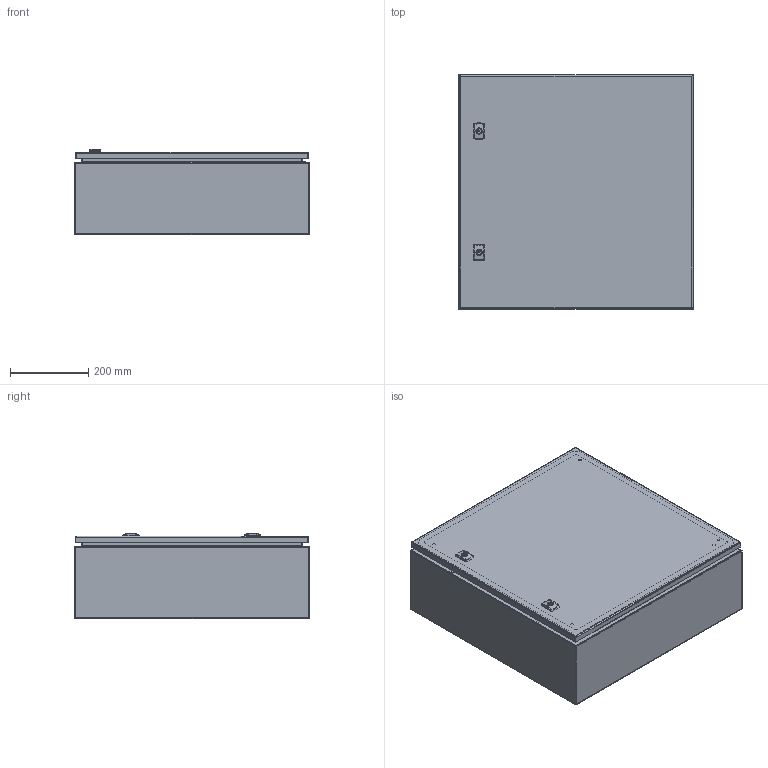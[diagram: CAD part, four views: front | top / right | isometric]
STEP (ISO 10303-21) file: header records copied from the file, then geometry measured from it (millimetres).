
FILE_DESCRIPTION( ( 'STEP AP214' ), '1' );
FILE_NAME( 'ASR0606021-316(1).stp', '2019-09-23T11:09:02', ( '' ), ( '' ), ' ', 'PARTsolutions', ' ' );
FILE_SCHEMA( ( 'AUTOMOTIVE_DESIGN { 1 0 10303 214 1 1 1 1 }' ) );
Length unit declared in the file: millimetre
Products named in the file (6): ASR0606021-316(1); _ASR0606021(1)_P1; _MMSH06SS(1)_right; _ADPS06060-316(1); _ALLS503_316(1,0,19.9); _AMP06060_MPL(1)
Assembly tree (7 placements, depth 2):
  ASR0606021-316(1)
    _ASR0606021(1)_P1
    _MMSH06SS(1)_right  x2
    _ADPS06060-316(1)
    _ALLS503_316(1,0,19.9)  x2
    _AMP06060_MPL(1)
Bounding box: 600 x 600 x 217.53 mm (x, y, z)
Volume: 2956960.8 mm3; surface area: 3228921.1 mm2
Topology: 7 solids, 9 shells, 976 faces, 2343 edges, 1527 vertices
Faces by surface type: plane 596, cylinder 328, cone 28, torus 24
Full cylindrical faces by diameter (mm): 2 x72, 3 x2, 4.2 x4, 4.3 x2, 4.5 x12, 4.9 x4, 4.917 x2, 6 x10, 7 x4, 7.22 x1, 7.25 x5, 8 x6, 9 x11, 9.08 x5, 15.8 x2, 16 x6, 16.1 x2, 18 x2, 27 x2, 28.5 x2
Entity records: 26648 total; most frequent: CARTESIAN_POINT 3676, DIRECTION 3583, ORIENTED_EDGE 3076, EDGE_CURVE 1538, AXIS2_PLACEMENT_3D 1322, EDGE_LOOP 1126, VERTEX_POINT 1108, LINE 939
